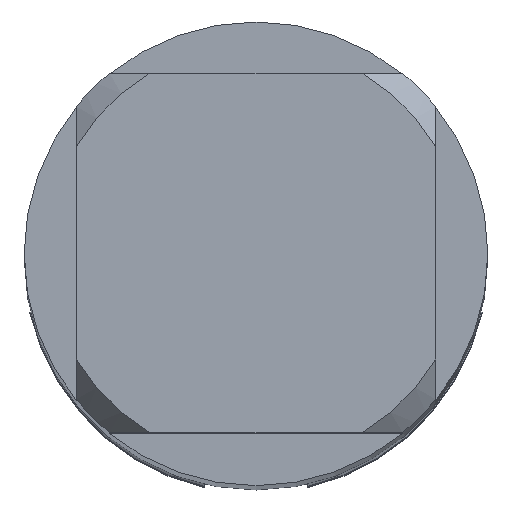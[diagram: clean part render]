
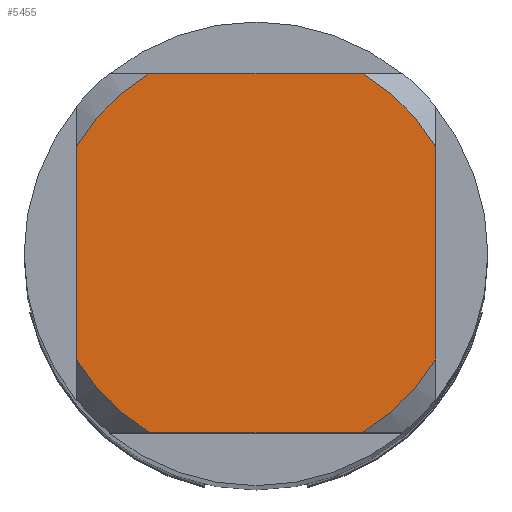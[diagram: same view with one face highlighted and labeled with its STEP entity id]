
A CAD part, top view. The second image highlights one B-rep face of the part: STEP entity #5455.
In plain terms, the highlighted planar face has unit normal (0, 0, 1).
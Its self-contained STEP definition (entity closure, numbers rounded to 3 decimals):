
#2183=VERTEX_POINT('',#6389);
#2467=VERTEX_POINT('',#6698);
#2547=VERTEX_POINT('',#6785);
#2579=EDGE_CURVE('',#4393,#2547,#6821,.T.);
#2721=VERTEX_POINT('',#6976);
#2841=VERTEX_POINT('',#7104);
#2881=VERTEX_POINT('',#7148);
#3693=EDGE_CURVE('',#2881,#2547,#8022,.T.);
#3745=EDGE_CURVE('',#2881,#5259,#8079,.T.);
#3791=EDGE_CURVE('',#2721,#2183,#8128,.T.);
#4393=VERTEX_POINT('',#8791);
#4713=EDGE_CURVE('',#4393,#2467,#9145,.T.);
#4809=EDGE_CURVE('',#2841,#2183,#9252,.T.);
#5259=VERTEX_POINT('',#9743);
#5455=ADVANCED_FACE('',(#9957),#9958,.T.);
#5653=EDGE_CURVE('',#2721,#5259,#10169,.T.);
#6107=EDGE_CURVE('',#2841,#2467,#10656,.T.);
#6389=CARTESIAN_POINT('',(-1.83,3.1,0.0));
#6698=CARTESIAN_POINT('',(-3.1,-1.83,0.0));
#6785=CARTESIAN_POINT('',(1.83,-3.1,0.0));
#6821=LINE('',#11832,#11833);
#6976=CARTESIAN_POINT('',(1.83,3.1,0.0));
#7104=CARTESIAN_POINT('',(-3.1,1.83,0.0));
#7148=CARTESIAN_POINT('',(3.1,-1.83,0.0));
#8022=CIRCLE('',#14090,3.6);
#8079=LINE('',#14204,#14205);
#8128=LINE('',#14291,#14292);
#8791=CARTESIAN_POINT('',(-1.83,-3.1,0.0));
#9145=CIRCLE('',#16402,3.6);
#9252=CIRCLE('',#16631,3.6);
#9743=CARTESIAN_POINT('',(3.1,1.83,0.0));
#9957=FACE_OUTER_BOUND('',#17951,.T.);
#9958=PLANE('',#17952);
#10169=CIRCLE('',#18407,3.6);
#10656=LINE('',#19362,#19363);
#11832=CARTESIAN_POINT('',(0.0,-3.1,0.0));
#11833=VECTOR('',#20211,1.0);
#14090=AXIS2_PLACEMENT_3D('',#21320,#21321,#21322);
#14204=CARTESIAN_POINT('',(3.1,0.9,0.0));
#14205=VECTOR('',#21377,1.0);
#14291=CARTESIAN_POINT('',(0.0,3.1,0.0));
#14292=VECTOR('',#21420,1.0);
#16402=AXIS2_PLACEMENT_3D('',#22605,#22606,#22607);
#16631=AXIS2_PLACEMENT_3D('',#22723,#22724,#22725);
#17951=EDGE_LOOP('',(#23628,#23629,#23630,#23631,#23632,#23633,#23634,#23635));
#17952=AXIS2_PLACEMENT_3D('',#23636,#23637,#23638);
#18407=AXIS2_PLACEMENT_3D('',#23816,#23817,#23818);
#19362=CARTESIAN_POINT('',(-3.1,0.9,0.0));
#19363=VECTOR('',#24358,1.0);
#20211=DIRECTION('',(1.0,0.0,0.0));
#21320=CARTESIAN_POINT('',(0.0,0.0,0.0));
#21321=DIRECTION('',(0.0,0.0,-1.0));
#21322=DIRECTION('',(0.0,1.0,0.0));
#21377=DIRECTION('',(-0.0,1.0,0.0));
#21420=DIRECTION('',(-1.0,0.0,0.0));
#22605=CARTESIAN_POINT('',(0.0,0.0,0.0));
#22606=DIRECTION('',(0.0,0.0,-1.0));
#22607=DIRECTION('',(0.0,1.0,0.0));
#22723=CARTESIAN_POINT('',(0.0,0.0,0.0));
#22724=DIRECTION('',(0.0,0.0,-1.0));
#22725=DIRECTION('',(0.0,1.0,0.0));
#23628=ORIENTED_EDGE('',*,*,#6107,.T.);
#23629=ORIENTED_EDGE('',*,*,#4713,.F.);
#23630=ORIENTED_EDGE('',*,*,#2579,.T.);
#23631=ORIENTED_EDGE('',*,*,#3693,.F.);
#23632=ORIENTED_EDGE('',*,*,#3745,.T.);
#23633=ORIENTED_EDGE('',*,*,#5653,.F.);
#23634=ORIENTED_EDGE('',*,*,#3791,.T.);
#23635=ORIENTED_EDGE('',*,*,#4809,.F.);
#23636=CARTESIAN_POINT('',(0.0,1.8,0.0));
#23637=DIRECTION('',(-0.0,0.0,1.0));
#23638=DIRECTION('',(0.0,-1.0,0.0));
#23816=CARTESIAN_POINT('',(0.0,0.0,0.0));
#23817=DIRECTION('',(0.0,0.0,-1.0));
#23818=DIRECTION('',(0.0,1.0,0.0));
#24358=DIRECTION('',(-0.0,-1.0,0.0));
